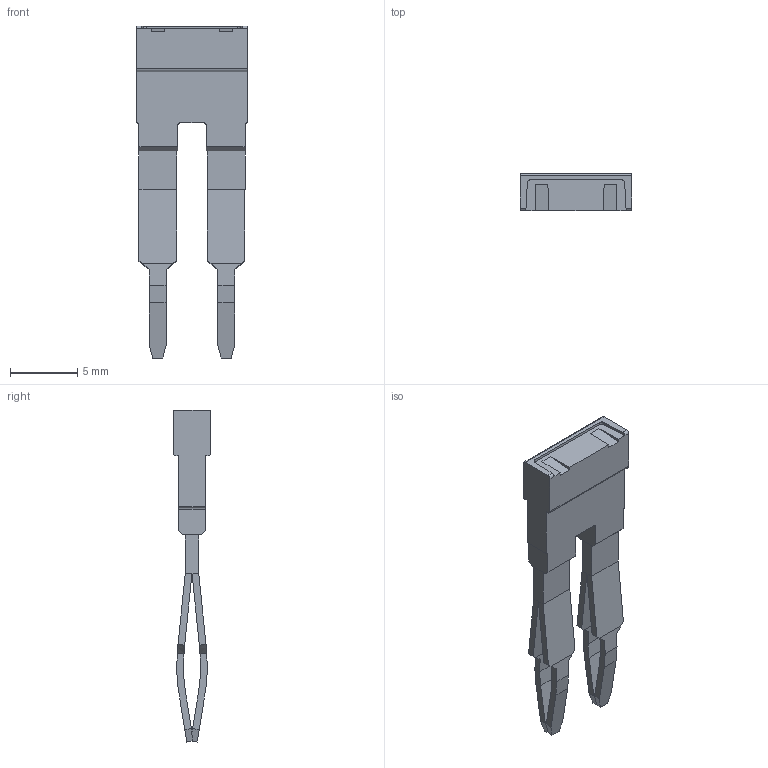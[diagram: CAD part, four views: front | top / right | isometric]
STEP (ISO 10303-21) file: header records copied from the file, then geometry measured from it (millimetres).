
FILE_DESCRIPTION(('CATIA V5 STEP Exchange','CAx-IF Rec.Pracs.--- Model Styling and Organization---1.4--- 2014-01-23'),'2;1');
FILE_NAME ('1373961-4_1_2831670000_2831670000.stp','2023-03-03T11:47:14+00:00',('none'),('Weidmueller'),'CATIA Version 5-6 Release 2016 SP3 HF44','CATIA V5 STEP AP214','none');
FILE_SCHEMA(('AUTOMOTIVE_DESIGN { 1 0 10303 214 1 1 1 1 }'));
Length unit declared in the file: millimetre
Products named in the file (1): 2831670000
Bounding box: 8.3 x 2.8 x 24.72 mm (x, y, z)
Volume: 183.1 mm3; surface area: 643.1 mm2
Topology: 3 solids, 3 shells, 137 faces, 380 edges, 245 vertices
Faces by surface type: plane 116, cylinder 13, bspline 8
Entity records: 4322 total; most frequent: CARTESIAN_POINT 1058, ORIENTED_EDGE 760, DIRECTION 514, EDGE_CURVE 380, VECTOR 306, LINE 306, VERTEX_POINT 245, EDGE_LOOP 139
